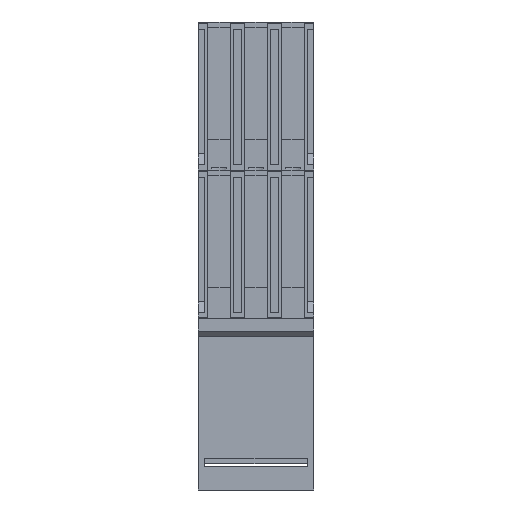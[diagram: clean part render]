
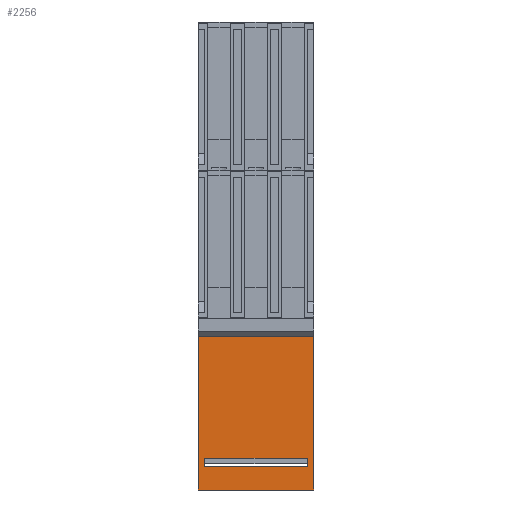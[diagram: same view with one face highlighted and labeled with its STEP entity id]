
A CAD part, front view. The second image highlights one B-rep face of the part: STEP entity #2256.
In plain terms, the highlighted planar face has unit normal (0, -1, 0).
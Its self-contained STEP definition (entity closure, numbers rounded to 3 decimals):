
#2256=ADVANCED_FACE('NONE',(#5295,#5296),#5297,.T.);
#5295=FACE_OUTER_BOUND('',#12486,.T.);
#5296=FACE_BOUND('',#12487,.T.);
#5297=PLANE('',#12488);
#12486=EDGE_LOOP('',(#22430,#22431,#22432,#22433,#22434,#22435));
#12487=EDGE_LOOP('',(#22436,#22437,#22438,#22439));
#12488=AXIS2_PLACEMENT_3D('',#22440,#22441,#22442);
#22430=ORIENTED_EDGE('',*,*,#31169,.T.);
#22431=ORIENTED_EDGE('',*,*,#30506,.T.);
#22432=ORIENTED_EDGE('',*,*,#31115,.F.);
#22433=ORIENTED_EDGE('',*,*,#29274,.T.);
#22434=ORIENTED_EDGE('',*,*,#31170,.T.);
#22435=ORIENTED_EDGE('',*,*,#31171,.T.);
#22436=ORIENTED_EDGE('',*,*,#31172,.T.);
#22437=ORIENTED_EDGE('',*,*,#31173,.T.);
#22438=ORIENTED_EDGE('',*,*,#31174,.T.);
#22439=ORIENTED_EDGE('',*,*,#31175,.T.);
#22440=CARTESIAN_POINT('',(0.0,13.89,29.9));
#22441=DIRECTION('',(0.0,-1.0,0.0));
#22442=DIRECTION('',(0.0,0.0,1.0));
#29274=EDGE_CURVE('NONE',#34287,#34285,#34288,.T.);
#30506=EDGE_CURVE('NONE',#36215,#36213,#36216,.T.);
#31115=EDGE_CURVE('NONE',#34287,#36213,#37144,.T.);
#31169=EDGE_CURVE('NONE',#37230,#36215,#37231,.T.);
#31170=EDGE_CURVE('NONE',#34285,#37232,#37233,.T.);
#31171=EDGE_CURVE('NONE',#37232,#37230,#37234,.T.);
#31172=EDGE_CURVE('NONE',#37235,#37236,#37237,.T.);
#31173=EDGE_CURVE('NONE',#37236,#37238,#37239,.T.);
#31174=EDGE_CURVE('NONE',#37238,#37240,#37241,.T.);
#31175=EDGE_CURVE('NONE',#37240,#37235,#37242,.T.);
#34285=VERTEX_POINT('NONE',#41847);
#34287=VERTEX_POINT('NONE',#41850);
#34288=LINE('',#41851,#41852);
#36213=VERTEX_POINT('NONE',#47188);
#36215=VERTEX_POINT('NONE',#47191);
#36216=LINE('',#47192,#47193);
#37144=LINE('',#48953,#48954);
#37230=VERTEX_POINT('NONE',#49070);
#37231=LINE('',#49071,#49072);
#37232=VERTEX_POINT('NONE',#49073);
#37233=LINE('',#49074,#49075);
#37234=LINE('',#49076,#49077);
#37235=VERTEX_POINT('NONE',#49078);
#37236=VERTEX_POINT('NONE',#49079);
#37237=LINE('',#49080,#49081);
#37238=VERTEX_POINT('NONE',#49082);
#37239=LINE('',#49083,#49084);
#37240=VERTEX_POINT('NONE',#49085);
#37241=LINE('',#49086,#49087);
#37242=LINE('',#49088,#49089);
#41847=CARTESIAN_POINT('',(22.5,13.89,29.9));
#41850=CARTESIAN_POINT('',(22.5,13.89,0.));
#41851=CARTESIAN_POINT('',(22.5,13.89,29.9));
#41852=VECTOR('',#55798,1000.0);
#47188=CARTESIAN_POINT('',(0.0,13.89,0.));
#47191=CARTESIAN_POINT('',(0.0,13.89,29.9));
#47192=CARTESIAN_POINT('',(0.0,13.89,62.));
#47193=VECTOR('',#56732,1000.0);
#48953=CARTESIAN_POINT('',(0.0,13.89,0.));
#48954=VECTOR('',#57283,1000.0);
#49070=CARTESIAN_POINT('',(0.02,13.89,29.9));
#49071=CARTESIAN_POINT('',(0.0,13.89,29.9));
#49072=VECTOR('',#57380,1000.0);
#49073=CARTESIAN_POINT('',(22.48,13.89,29.9));
#49074=CARTESIAN_POINT('',(22.49,13.89,29.9));
#49075=VECTOR('',#57381,1000.0);
#49076=CARTESIAN_POINT('',(0.0,13.89,29.9));
#49077=VECTOR('',#57382,1000.0);
#49078=CARTESIAN_POINT('',(21.253,13.89,6.2));
#49079=CARTESIAN_POINT('',(21.253,13.89,4.5));
#49080=CARTESIAN_POINT('',(21.253,13.89,29.9));
#49081=VECTOR('',#57383,1000.0);
#49082=CARTESIAN_POINT('',(1.253,13.89,4.5));
#49083=CARTESIAN_POINT('',(0.0,13.89,4.5));
#49084=VECTOR('',#57384,1000.0);
#49085=CARTESIAN_POINT('',(1.253,13.89,6.2));
#49086=CARTESIAN_POINT('',(1.253,13.89,29.9));
#49087=VECTOR('',#57385,1000.0);
#49088=CARTESIAN_POINT('',(0.0,13.89,6.2));
#49089=VECTOR('',#57386,1000.0);
#55798=DIRECTION('',(0.0,0.0,1.0));
#56732=DIRECTION('',(0.0,0.0,-1.0));
#57283=DIRECTION('',(-1.0,0.0,0.0));
#57380=DIRECTION('',(-1.0,-0.0,0.0));
#57381=DIRECTION('',(-1.0,0.0,0.0));
#57382=DIRECTION('',(-1.0,-0.0,0.0));
#57383=DIRECTION('',(0.0,0.0,-1.0));
#57384=DIRECTION('',(-1.0,-0.0,0.0));
#57385=DIRECTION('',(0.0,0.0,1.0));
#57386=DIRECTION('',(1.0,0.0,0.0));
